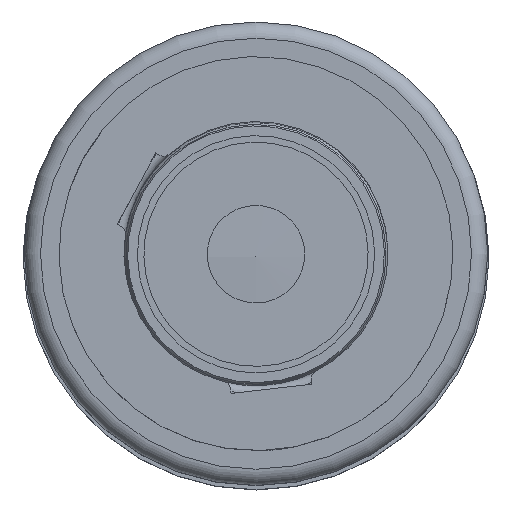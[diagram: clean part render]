
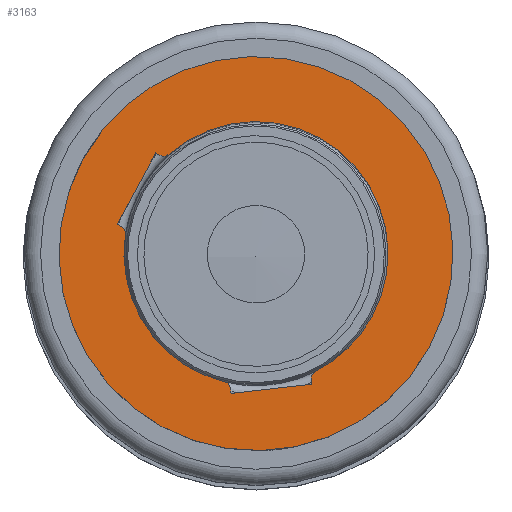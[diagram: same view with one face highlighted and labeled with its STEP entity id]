
A CAD part, top view. The second image highlights one B-rep face of the part: STEP entity #3163.
In plain terms, the highlighted face is planar.
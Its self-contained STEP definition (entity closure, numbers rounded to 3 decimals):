
#253=FACE_BOUND('',#682,.T.);
#322=PLANE('',#3613);
#482=FACE_OUTER_BOUND('',#681,.T.);
#681=EDGE_LOOP('',(#2739));
#682=EDGE_LOOP('',(#2740,#2741,#2742,#2743,#2744,#2745,#2746,#2747,#2748,
#2749,#2750,#2751,#2752));
#903=LINE('',#6840,#1104);
#908=LINE('',#6852,#1109);
#909=LINE('',#6854,#1110);
#910=LINE('',#6856,#1111);
#911=LINE('',#6859,#1112);
#912=LINE('',#6860,#1113);
#1104=VECTOR('',#4477,10.);
#1109=VECTOR('',#4488,10.);
#1110=VECTOR('',#4489,10.);
#1111=VECTOR('',#4490,10.);
#1112=VECTOR('',#4493,10.);
#1113=VECTOR('',#4494,10.);
#1219=CIRCLE('',#3593,24.25);
#1222=CIRCLE('',#3598,16.25);
#1224=CIRCLE('',#3600,16.25);
#1226=CIRCLE('',#3602,16.25);
#1227=CIRCLE('',#3605,1.);
#1228=CIRCLE('',#3607,1.);
#1231=CIRCLE('',#3614,1.);
#1232=CIRCLE('',#3615,1.);
#1495=VERTEX_POINT('',#6675);
#1502=VERTEX_POINT('',#6761);
#1503=VERTEX_POINT('',#6763);
#1506=VERTEX_POINT('',#6769);
#1507=VERTEX_POINT('',#6771);
#1510=VERTEX_POINT('',#6777);
#1511=VERTEX_POINT('',#6782);
#1514=VERTEX_POINT('',#6800);
#1519=VERTEX_POINT('',#6839);
#1522=VERTEX_POINT('',#6849);
#1523=VERTEX_POINT('',#6851);
#1524=VERTEX_POINT('',#6853);
#1525=VERTEX_POINT('',#6855);
#1526=VERTEX_POINT('',#6858);
#1913=EDGE_CURVE('',#1495,#1495,#1219,.T.);
#1922=EDGE_CURVE('',#1502,#1503,#1222,.T.);
#1926=EDGE_CURVE('',#1506,#1507,#1224,.T.);
#1930=EDGE_CURVE('',#1510,#1502,#1226,.T.);
#1931=EDGE_CURVE('',#1507,#1511,#1227,.T.);
#1935=EDGE_CURVE('',#1514,#1510,#1228,.T.);
#1942=EDGE_CURVE('',#1519,#1511,#903,.T.);
#1947=EDGE_CURVE('',#1522,#1506,#1231,.T.);
#1948=EDGE_CURVE('',#1522,#1523,#908,.T.);
#1949=EDGE_CURVE('',#1523,#1524,#909,.T.);
#1950=EDGE_CURVE('',#1524,#1525,#910,.T.);
#1951=EDGE_CURVE('',#1503,#1525,#1232,.T.);
#1952=EDGE_CURVE('',#1514,#1526,#911,.T.);
#1953=EDGE_CURVE('',#1526,#1519,#912,.T.);
#2739=ORIENTED_EDGE('',*,*,#1913,.F.);
#2740=ORIENTED_EDGE('',*,*,#1931,.F.);
#2741=ORIENTED_EDGE('',*,*,#1926,.F.);
#2742=ORIENTED_EDGE('',*,*,#1947,.F.);
#2743=ORIENTED_EDGE('',*,*,#1948,.T.);
#2744=ORIENTED_EDGE('',*,*,#1949,.T.);
#2745=ORIENTED_EDGE('',*,*,#1950,.T.);
#2746=ORIENTED_EDGE('',*,*,#1951,.F.);
#2747=ORIENTED_EDGE('',*,*,#1922,.F.);
#2748=ORIENTED_EDGE('',*,*,#1930,.F.);
#2749=ORIENTED_EDGE('',*,*,#1935,.F.);
#2750=ORIENTED_EDGE('',*,*,#1952,.T.);
#2751=ORIENTED_EDGE('',*,*,#1953,.T.);
#2752=ORIENTED_EDGE('',*,*,#1942,.T.);
#3163=ADVANCED_FACE('',(#482,#253),#322,.F.);
#3593=AXIS2_PLACEMENT_3D('',#6677,#4431,#4432);
#3598=AXIS2_PLACEMENT_3D('',#6764,#4443,#4444);
#3600=AXIS2_PLACEMENT_3D('',#6772,#4449,#4450);
#3602=AXIS2_PLACEMENT_3D('',#6779,#4455,#4456);
#3605=AXIS2_PLACEMENT_3D('',#6783,#4461,#4462);
#3607=AXIS2_PLACEMENT_3D('',#6802,#4467,#4468);
#3613=AXIS2_PLACEMENT_3D('',#6848,#4484,#4485);
#3614=AXIS2_PLACEMENT_3D('',#6850,#4486,#4487);
#3615=AXIS2_PLACEMENT_3D('',#6857,#4491,#4492);
#4431=DIRECTION('center_axis',(0.,0.,1.));
#4432=DIRECTION('ref_axis',(1.,0.,0.));
#4443=DIRECTION('center_axis',(0.,0.,-1.));
#4444=DIRECTION('ref_axis',(1.,0.,0.));
#4449=DIRECTION('center_axis',(0.,0.,-1.));
#4450=DIRECTION('ref_axis',(1.,0.,0.));
#4455=DIRECTION('center_axis',(0.,0.,-1.));
#4456=DIRECTION('ref_axis',(1.,0.,0.));
#4461=DIRECTION('center_axis',(0.,0.,1.));
#4462=DIRECTION('ref_axis',(-0.345,0.939,0.));
#4467=DIRECTION('center_axis',(0.,0.,1.));
#4468=DIRECTION('ref_axis',(1.,-0.003,0.));
#4477=DIRECTION('',(0.574,0.819,0.));
#4484=DIRECTION('center_axis',(0.,0.,1.));
#4485=DIRECTION('ref_axis',(1.,0.,0.));
#4486=DIRECTION('center_axis',(0.,0.,1.));
#4487=DIRECTION('ref_axis',(-0.571,0.821,0.));
#4488=DIRECTION('',(1.,0.,0.));
#4489=DIRECTION('',(0.,1.,0.));
#4490=DIRECTION('',(-1.,0.,0.));
#4491=DIRECTION('center_axis',(0.,0.,1.));
#4492=DIRECTION('ref_axis',(-0.571,-0.821,0.));
#4493=DIRECTION('',(-0.574,-0.819,0.));
#4494=DIRECTION('',(0.819,-0.574,0.));
#6675=CARTESIAN_POINT('',(-24.25,0.,0.));
#6677=CARTESIAN_POINT('Origin',(0.,0.,0.));
#6761=CARTESIAN_POINT('',(-16.25,0.,0.));
#6763=CARTESIAN_POINT('',(15.235,5.652,0.));
#6764=CARTESIAN_POINT('Origin',(0.,0.,0.));
#6769=CARTESIAN_POINT('',(15.235,-5.652,0.));
#6771=CARTESIAN_POINT('',(-4.109,-15.722,0.));
#6772=CARTESIAN_POINT('Origin',(0.,0.,0.));
#6777=CARTESIAN_POINT('',(-13.369,-9.238,0.));
#6779=CARTESIAN_POINT('Origin',(0.,0.,0.));
#6782=CARTESIAN_POINT('',(-5.181,-16.116,0.));
#6783=CARTESIAN_POINT('Origin',(-4.361,-16.69,0.));
#6800=CARTESIAN_POINT('',(-13.372,-10.38,0.));
#6802=CARTESIAN_POINT('Origin',(-14.191,-9.807,0.));
#6839=CARTESIAN_POINT('',(-5.512,-16.589,0.));
#6840=CARTESIAN_POINT('',(-0.708,-9.728,0.));
#6848=CARTESIAN_POINT('Origin',(0.,0.,0.));
#6849=CARTESIAN_POINT('',(16.173,-5.,0.));
#6850=CARTESIAN_POINT('Origin',(16.173,-6.,0.));
#6851=CARTESIAN_POINT('',(16.75,-5.,0.));
#6852=CARTESIAN_POINT('',(7.731,-5.,0.));
#6853=CARTESIAN_POINT('',(16.75,5.,0.));
#6854=CARTESIAN_POINT('',(16.75,-2.5,0.));
#6855=CARTESIAN_POINT('',(16.173,5.,0.));
#6856=CARTESIAN_POINT('',(8.375,5.,0.));
#6857=CARTESIAN_POINT('Origin',(16.173,6.,0.));
#6858=CARTESIAN_POINT('',(-13.703,-10.853,0.));
#6859=CARTESIAN_POINT('',(-8.53,-3.465,0.));
#6860=CARTESIAN_POINT('',(-11.655,-12.287,0.));
